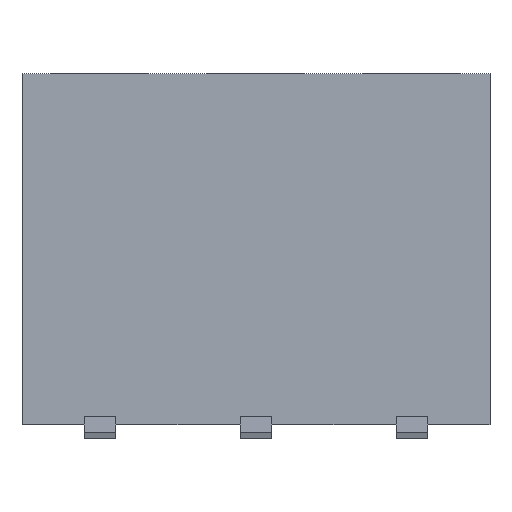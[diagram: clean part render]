
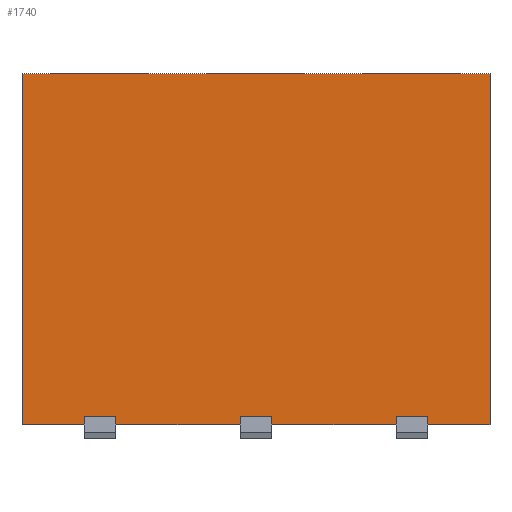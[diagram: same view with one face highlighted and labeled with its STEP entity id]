
A CAD part, front view. The second image highlights one B-rep face of the part: STEP entity #1740.
In plain terms, the highlighted planar face has unit normal (0, -1, 0).
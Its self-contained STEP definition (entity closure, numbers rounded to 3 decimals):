
#6=DIRECTION('',(0.,0.,-1.));
#7=VECTOR('',#6,4.5);
#8=CARTESIAN_POINT('',(-3.,-2.03,0.));
#9=LINE('',#8,#7);
#340=DIRECTION('',(0.,0.,1.));
#341=VECTOR('',#340,0.032);
#342=CARTESIAN_POINT('',(1.8,-2.03,-4.5));
#343=LINE('',#342,#341);
#344=DIRECTION('',(0.,0.,1.));
#345=VECTOR('',#344,0.032);
#346=CARTESIAN_POINT('',(0.2,-2.03,-4.5));
#347=LINE('',#346,#345);
#348=DIRECTION('',(1.,0.,0.));
#349=VECTOR('',#348,0.4);
#350=CARTESIAN_POINT('',(-0.2,-2.03,-4.468));
#351=LINE('',#350,#349);
#352=DIRECTION('',(0.,0.,1.));
#353=VECTOR('',#352,0.032);
#354=CARTESIAN_POINT('',(-0.2,-2.03,-4.5));
#355=LINE('',#354,#353);
#356=DIRECTION('',(0.,0.,1.));
#357=VECTOR('',#356,0.032);
#358=CARTESIAN_POINT('',(-1.8,-2.03,-4.5));
#359=LINE('',#358,#357);
#360=DIRECTION('',(1.,0.,0.));
#361=VECTOR('',#360,0.4);
#362=CARTESIAN_POINT('',(-2.2,-2.03,-4.468));
#363=LINE('',#362,#361);
#364=DIRECTION('',(0.,0.,1.));
#365=VECTOR('',#364,0.032);
#366=CARTESIAN_POINT('',(-2.2,-2.03,-4.5));
#367=LINE('',#366,#365);
#368=DIRECTION('',(1.,0.,0.));
#369=VECTOR('',#368,6.);
#370=CARTESIAN_POINT('',(-3.,-2.03,0.));
#371=LINE('',#370,#369);
#372=DIRECTION('',(0.,0.,1.));
#373=VECTOR('',#372,0.032);
#374=CARTESIAN_POINT('',(2.2,-2.03,-4.5));
#375=LINE('',#374,#373);
#376=DIRECTION('',(1.,0.,0.));
#377=VECTOR('',#376,0.4);
#378=CARTESIAN_POINT('',(1.8,-2.03,-4.468));
#379=LINE('',#378,#377);
#392=DIRECTION('',(1.,0.,0.));
#393=VECTOR('',#392,0.8);
#394=CARTESIAN_POINT('',(2.2,-2.03,-4.5));
#395=LINE('',#394,#393);
#396=DIRECTION('',(1.,0.,0.));
#397=VECTOR('',#396,0.8);
#398=CARTESIAN_POINT('',(-3.,-2.03,-4.5));
#399=LINE('',#398,#397);
#412=DIRECTION('',(1.,0.,0.));
#413=VECTOR('',#412,1.6);
#414=CARTESIAN_POINT('',(-1.8,-2.03,-4.5));
#415=LINE('',#414,#413);
#428=DIRECTION('',(1.,0.,0.));
#429=VECTOR('',#428,1.6);
#430=CARTESIAN_POINT('',(0.2,-2.03,-4.5));
#431=LINE('',#430,#429);
#518=DIRECTION('',(0.,0.,-1.));
#519=VECTOR('',#518,4.5);
#520=CARTESIAN_POINT('',(3.,-2.03,0.));
#521=LINE('',#520,#519);
#1023=CARTESIAN_POINT('',(-3.,-2.03,0.));
#1025=VERTEX_POINT('',#1023);
#1026=CARTESIAN_POINT('',(-3.,-2.03,-4.5));
#1027=VERTEX_POINT('',#1026);
#1033=CARTESIAN_POINT('',(3.,-2.03,0.));
#1035=VERTEX_POINT('',#1033);
#1036=CARTESIAN_POINT('',(3.,-2.03,-4.5));
#1037=VERTEX_POINT('',#1036);
#1138=CARTESIAN_POINT('',(-2.2,-2.03,-4.5));
#1139=CARTESIAN_POINT('',(-2.2,-2.03,-4.468));
#1140=VERTEX_POINT('',#1138);
#1141=VERTEX_POINT('',#1139);
#1142=CARTESIAN_POINT('',(-1.8,-2.03,-4.5));
#1143=CARTESIAN_POINT('',(-1.8,-2.03,-4.468));
#1144=VERTEX_POINT('',#1142);
#1145=VERTEX_POINT('',#1143);
#1278=CARTESIAN_POINT('',(-0.2,-2.03,-4.468));
#1279=VERTEX_POINT('',#1278);
#1282=CARTESIAN_POINT('',(0.2,-2.03,-4.468));
#1283=VERTEX_POINT('',#1282);
#1318=CARTESIAN_POINT('',(1.8,-2.03,-4.468));
#1319=VERTEX_POINT('',#1318);
#1322=CARTESIAN_POINT('',(2.2,-2.03,-4.468));
#1323=VERTEX_POINT('',#1322);
#1326=CARTESIAN_POINT('',(-0.2,-2.03,-4.5));
#1327=VERTEX_POINT('',#1326);
#1328=CARTESIAN_POINT('',(0.2,-2.03,-4.5));
#1329=VERTEX_POINT('',#1328);
#1334=CARTESIAN_POINT('',(1.8,-2.03,-4.5));
#1335=VERTEX_POINT('',#1334);
#1336=CARTESIAN_POINT('',(2.2,-2.03,-4.5));
#1337=VERTEX_POINT('',#1336);
#1707=CARTESIAN_POINT('',(-3.,-2.03,0.));
#1708=DIRECTION('',(0.,-1.,0.));
#1709=DIRECTION('',(0.,0.,-1.));
#1710=AXIS2_PLACEMENT_3D('',#1707,#1708,#1709);
#1711=PLANE('',#1710);
#1712=ORIENTED_EDGE('',*,*,#1513,.F.);
#1714=ORIENTED_EDGE('',*,*,#1713,.F.);
#1715=ORIENTED_EDGE('',*,*,#1591,.T.);
#1716=ORIENTED_EDGE('',*,*,#1699,.F.);
#1717=ORIENTED_EDGE('',*,*,#1650,.F.);
#1719=ORIENTED_EDGE('',*,*,#1718,.F.);
#1721=ORIENTED_EDGE('',*,*,#1720,.T.);
#1723=ORIENTED_EDGE('',*,*,#1722,.F.);
#1725=ORIENTED_EDGE('',*,*,#1724,.F.);
#1727=ORIENTED_EDGE('',*,*,#1726,.F.);
#1728=ORIENTED_EDGE('',*,*,#1349,.F.);
#1729=ORIENTED_EDGE('',*,*,#1376,.T.);
#1731=ORIENTED_EDGE('',*,*,#1730,.T.);
#1733=ORIENTED_EDGE('',*,*,#1732,.F.);
#1735=ORIENTED_EDGE('',*,*,#1734,.T.);
#1737=ORIENTED_EDGE('',*,*,#1736,.F.);
#1738=EDGE_LOOP('',(#1712,#1714,#1715,#1716,#1717,#1719,#1721,#1723,#1725,#1727,
#1728,#1729,#1731,#1733,#1735,#1737));
#1739=FACE_OUTER_BOUND('',#1738,.F.);
#1349=EDGE_CURVE('',#1025,#1027,#9,.T.);
#1376=EDGE_CURVE('',#1025,#1035,#371,.T.);
#1513=EDGE_CURVE('',#1335,#1319,#343,.T.);
#1591=EDGE_CURVE('',#1329,#1283,#347,.T.);
#1650=EDGE_CURVE('',#1327,#1279,#355,.T.);
#1699=EDGE_CURVE('',#1279,#1283,#351,.T.);
#1713=EDGE_CURVE('',#1329,#1335,#431,.T.);
#1718=EDGE_CURVE('',#1144,#1327,#415,.T.);
#1720=EDGE_CURVE('',#1144,#1145,#359,.T.);
#1722=EDGE_CURVE('',#1141,#1145,#363,.T.);
#1724=EDGE_CURVE('',#1140,#1141,#367,.T.);
#1726=EDGE_CURVE('',#1027,#1140,#399,.T.);
#1730=EDGE_CURVE('',#1035,#1037,#521,.T.);
#1732=EDGE_CURVE('',#1337,#1037,#395,.T.);
#1734=EDGE_CURVE('',#1337,#1323,#375,.T.);
#1736=EDGE_CURVE('',#1319,#1323,#379,.T.);
#1740=ADVANCED_FACE('',(#1739),#1711,.T.);
